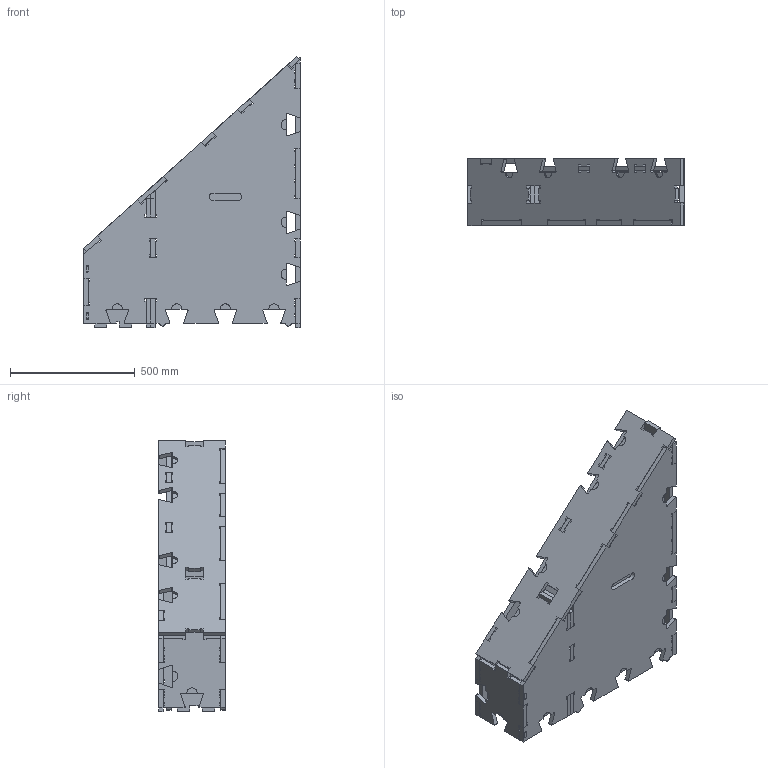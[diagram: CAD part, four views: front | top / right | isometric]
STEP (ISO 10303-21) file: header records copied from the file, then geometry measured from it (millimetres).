
FILE_DESCRIPTION(/* description */ ('STEP AP242','CAx-IF Rec.Pracs.---Representation and Presentation of Product Manufacturing Information (PMI)---4.0---2014-10-13','CAx-IF Rec.Pracs.---3D Tessellated Geometry---0.4---2014-09-14','2;1'),/* implementation_level */ '2;1');
FILE_NAME(/* name */ '68b5e91bfba9b04cb67533bf',/* time_stamp */ '2025-09-01T19:42:37Z',/* author */ (''),/* organization */ (''),/* preprocessor_version */ 'ST-DEVELOPER v20',/* originating_system */ 'ONSHAPE BY PTC INC, 1.203',/* authorisation */ ' ');
FILE_SCHEMA (('AP242_MANAGED_MODEL_BASED_3D_ENGINEERING_MIM_LF { 1 0 10303 442 1 1 4 }'));
Length unit declared in the file: metre
Products named in the file (9): SKYLARK200_WALL-G42-1; Part 620; Part 615; Part 617; Part 613; Part 619; Part 618; Part 614; Part 616
Assembly tree (8 placements, depth 2):
  SKYLARK200_WALL-G42-1
    Part 620
    Part 615
    Part 617
    Part 613
    Part 619
    Part 618
    Part 614
    Part 616
Bounding box: 868 x 268 x 1087.44 mm (x, y, z)
Volume: 33538700.2 mm3; surface area: 4232450.2 mm2
Topology: 8 solids, 8 shells, 845 faces, 2519 edges, 1690 vertices
Faces by surface type: plane 738, cylinder 87, bspline 20
Entity records: 32141 total; most frequent: CARTESIAN_POINT 9712, ORIENTED_EDGE 5032, DIRECTION 4002, EDGE_CURVE 2516, LINE 1984, VECTOR 1984, VERTEX_POINT 1690, AXIS2_PLACEMENT_3D 1009
